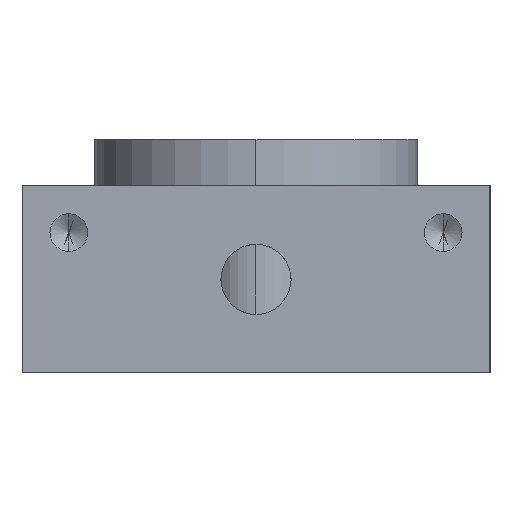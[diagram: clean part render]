
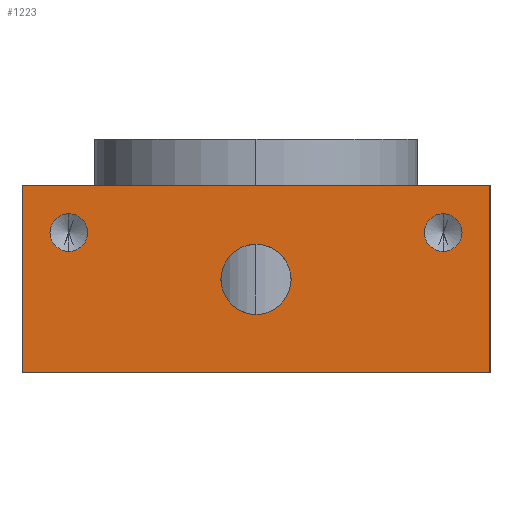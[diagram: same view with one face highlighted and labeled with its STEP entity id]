
A CAD part, left-side view. The second image highlights one B-rep face of the part: STEP entity #1223.
In plain terms, the highlighted planar face has unit normal (-1, 0, 0).
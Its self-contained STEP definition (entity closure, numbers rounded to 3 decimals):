
#223=DIRECTION('',(0.,-1.,0.));
#224=VECTOR('',#223,63.5);
#225=CARTESIAN_POINT('',(-69.85,31.75,25.4));
#226=LINE('',#225,#224);
#227=DIRECTION('',(0.,0.,-1.));
#228=VECTOR('',#227,25.4);
#229=CARTESIAN_POINT('',(-69.85,-31.75,25.4));
#230=LINE('',#229,#228);
#231=CARTESIAN_POINT('',(-69.85,25.4,19.05));
#232=DIRECTION('',(-1.,0.,0.));
#233=DIRECTION('',(0.,0.,-1.));
#234=AXIS2_PLACEMENT_3D('',#231,#232,#233);
#236=CARTESIAN_POINT('',(-69.85,25.4,19.05));
#237=DIRECTION('',(-1.,0.,0.));
#238=DIRECTION('',(0.,0.,1.));
#239=AXIS2_PLACEMENT_3D('',#236,#237,#238);
#241=CARTESIAN_POINT('',(-69.85,0.,12.7));
#242=DIRECTION('',(-1.,0.,0.));
#243=DIRECTION('',(0.,0.,-1.));
#244=AXIS2_PLACEMENT_3D('',#241,#242,#243);
#246=CARTESIAN_POINT('',(-69.85,0.,12.7));
#247=DIRECTION('',(-1.,0.,0.));
#248=DIRECTION('',(0.,0.,1.));
#249=AXIS2_PLACEMENT_3D('',#246,#247,#248);
#251=CARTESIAN_POINT('',(-69.85,-25.4,19.05));
#252=DIRECTION('',(-1.,0.,0.));
#253=DIRECTION('',(0.,0.,-1.));
#254=AXIS2_PLACEMENT_3D('',#251,#252,#253);
#256=CARTESIAN_POINT('',(-69.85,-25.4,19.05));
#257=DIRECTION('',(-1.,0.,0.));
#258=DIRECTION('',(0.,0.,1.));
#259=AXIS2_PLACEMENT_3D('',#256,#257,#258);
#269=DIRECTION('',(0.,-1.,0.));
#270=VECTOR('',#269,63.5);
#271=CARTESIAN_POINT('',(-69.85,31.75,0.));
#272=LINE('',#271,#270);
#369=DIRECTION('',(0.,0.,-1.));
#370=VECTOR('',#369,25.4);
#371=CARTESIAN_POINT('',(-69.85,31.75,25.4));
#372=LINE('',#371,#370);
#828=CARTESIAN_POINT('',(-69.85,31.75,25.4));
#829=CARTESIAN_POINT('',(-69.85,-31.75,25.4));
#830=VERTEX_POINT('',#828);
#831=VERTEX_POINT('',#829);
#868=CARTESIAN_POINT('',(-69.85,31.75,0.));
#869=CARTESIAN_POINT('',(-69.85,-31.75,0.));
#870=VERTEX_POINT('',#868);
#871=VERTEX_POINT('',#869);
#918=CARTESIAN_POINT('',(-69.85,0.,7.938));
#919=CARTESIAN_POINT('',(-69.85,0.,17.463));
#920=VERTEX_POINT('',#918);
#921=VERTEX_POINT('',#919);
#922=CARTESIAN_POINT('',(-69.85,25.4,16.497));
#923=CARTESIAN_POINT('',(-69.85,25.4,21.603));
#924=VERTEX_POINT('',#922);
#925=VERTEX_POINT('',#923);
#926=CARTESIAN_POINT('',(-69.85,-25.4,16.497));
#927=CARTESIAN_POINT('',(-69.85,-25.4,21.603));
#928=VERTEX_POINT('',#926);
#929=VERTEX_POINT('',#927);
#1191=CARTESIAN_POINT('',(-69.85,31.75,31.75));
#1192=DIRECTION('',(1.,0.,0.));
#1193=DIRECTION('',(0.,0.,-1.));
#1194=AXIS2_PLACEMENT_3D('',#1191,#1192,#1193);
#1195=PLANE('',#1194);
#1196=ORIENTED_EDGE('',*,*,#1133,.T.);
#1198=ORIENTED_EDGE('',*,*,#1197,.T.);
#1200=ORIENTED_EDGE('',*,*,#1199,.F.);
#1202=ORIENTED_EDGE('',*,*,#1201,.F.);
#1203=EDGE_LOOP('',(#1196,#1198,#1200,#1202));
#1204=FACE_OUTER_BOUND('',#1203,.F.);
#1206=ORIENTED_EDGE('',*,*,#1205,.T.);
#1208=ORIENTED_EDGE('',*,*,#1207,.T.);
#1209=EDGE_LOOP('',(#1206,#1208));
#1210=FACE_BOUND('',#1209,.F.);
#1212=ORIENTED_EDGE('',*,*,#1211,.T.);
#1214=ORIENTED_EDGE('',*,*,#1213,.T.);
#1215=EDGE_LOOP('',(#1212,#1214));
#1216=FACE_BOUND('',#1215,.F.);
#1218=ORIENTED_EDGE('',*,*,#1217,.T.);
#1220=ORIENTED_EDGE('',*,*,#1219,.T.);
#1221=EDGE_LOOP('',(#1218,#1220));
#1222=FACE_BOUND('',#1221,.F.);
#1223=ADVANCED_FACE('',(#1204,#1210,#1216,#1222),#1195,.F.);
#235=CIRCLE('',#234,2.553);
#240=CIRCLE('',#239,2.553);
#245=CIRCLE('',#244,4.763);
#250=CIRCLE('',#249,4.763);
#255=CIRCLE('',#254,2.553);
#260=CIRCLE('',#259,2.553);
#1133=EDGE_CURVE('',#830,#831,#226,.T.);
#1197=EDGE_CURVE('',#831,#871,#230,.T.);
#1199=EDGE_CURVE('',#870,#871,#272,.T.);
#1201=EDGE_CURVE('',#830,#870,#372,.T.);
#1205=EDGE_CURVE('',#924,#925,#235,.T.);
#1207=EDGE_CURVE('',#925,#924,#240,.T.);
#1211=EDGE_CURVE('',#920,#921,#245,.T.);
#1213=EDGE_CURVE('',#921,#920,#250,.T.);
#1217=EDGE_CURVE('',#928,#929,#255,.T.);
#1219=EDGE_CURVE('',#929,#928,#260,.T.);
